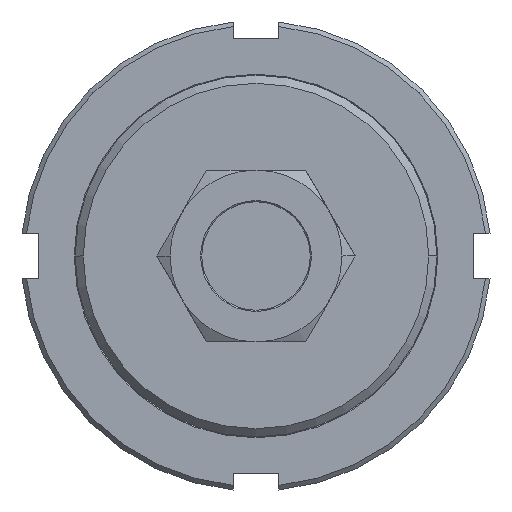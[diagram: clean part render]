
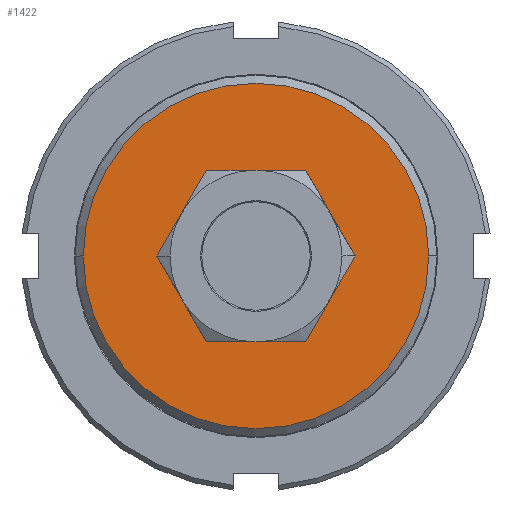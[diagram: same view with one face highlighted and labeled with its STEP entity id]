
A CAD part, front view. The second image highlights one B-rep face of the part: STEP entity #1422.
In plain terms, the highlighted planar face has unit normal (0, -1, 0).
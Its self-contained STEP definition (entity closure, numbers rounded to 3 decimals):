
#956=CARTESIAN_POINT('',(-7.,0.0,0.0));
#957=VERTEX_POINT('',#956);
#966=CARTESIAN_POINT('',(7.,0.0,0.));
#967=VERTEX_POINT('',#966);
#968=CARTESIAN_POINT('',(0.0,0.0,0.0));
#969=DIRECTION('',(0.0,1.0,0.0));
#970=DIRECTION('',(-1.0,0.0,0.0));
#971=AXIS2_PLACEMENT_3D('',#968,#969,#970);
#972=CIRCLE('',#971,7.);
#973=EDGE_CURVE('',#967,#957,#972,.T.);
#1352=CARTESIAN_POINT('',(19.1,0.0,0.));
#1353=VERTEX_POINT('',#1352);
#1360=CARTESIAN_POINT('',(-19.1,0.0,0.));
#1361=VERTEX_POINT('',#1360);
#1362=CARTESIAN_POINT('',(0.0,0.0,0.0));
#1363=DIRECTION('',(0.0,1.0,0.0));
#1364=DIRECTION('',(1.0,0.0,0.0));
#1365=AXIS2_PLACEMENT_3D('',#1362,#1363,#1364);
#1366=CIRCLE('',#1365,19.1);
#1367=EDGE_CURVE('',#1353,#1361,#1366,.T.);
#1393=CARTESIAN_POINT('',(0.0,0.0,0.0));
#1394=DIRECTION('',(0.0,1.0,0.0));
#1395=DIRECTION('',(1.0,0.0,0.0));
#1396=AXIS2_PLACEMENT_3D('',#1393,#1394,#1395);
#1397=CIRCLE('',#1396,19.1);
#1398=EDGE_CURVE('',#1361,#1353,#1397,.T.);
#1403=CARTESIAN_POINT('',(-13.5,0.0,0.0));
#1404=DIRECTION('',(0.0,-1.0,0.0));
#1405=DIRECTION('',(0.0,0.0,-1.0));
#1406=AXIS2_PLACEMENT_3D('',#1403,#1404,#1405);
#1407=PLANE('',#1406);
#1408=ORIENTED_EDGE('',*,*,#1398,.F.);
#1409=ORIENTED_EDGE('',*,*,#1367,.F.);
#1410=EDGE_LOOP('',(#1408,#1409));
#1411=FACE_OUTER_BOUND('',#1410,.T.);
#1412=CARTESIAN_POINT('',(0.0,0.0,0.0));
#1413=DIRECTION('',(0.0,1.0,0.0));
#1414=DIRECTION('',(-1.0,0.0,0.0));
#1415=AXIS2_PLACEMENT_3D('',#1412,#1413,#1414);
#1416=CIRCLE('',#1415,7.);
#1417=EDGE_CURVE('',#957,#967,#1416,.T.);
#1418=ORIENTED_EDGE('',*,*,#1417,.T.);
#1419=ORIENTED_EDGE('',*,*,#973,.T.);
#1420=EDGE_LOOP('',(#1418,#1419));
#1421=FACE_BOUND('',#1420,.T.);
#1422=ADVANCED_FACE('',(#1411,#1421),#1407,.T.);
